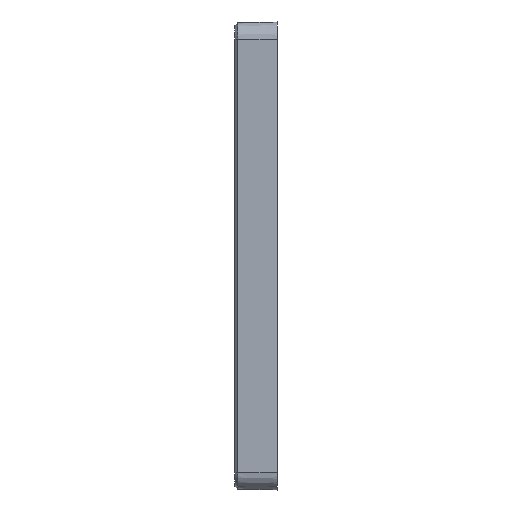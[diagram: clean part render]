
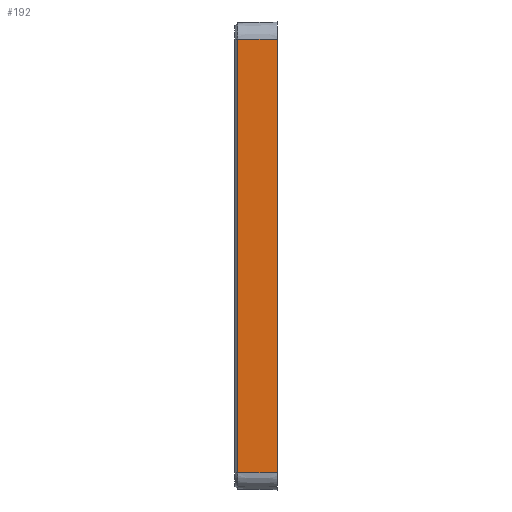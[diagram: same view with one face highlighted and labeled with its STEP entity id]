
A CAD part, left-side view. The second image highlights one B-rep face of the part: STEP entity #192.
In plain terms, the highlighted planar face has unit normal (-1, 0.018, 0).
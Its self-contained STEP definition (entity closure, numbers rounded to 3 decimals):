
#192 = ADVANCED_FACE ( 'NONE', ( #1537 ), #1536, .T. ) ;
#193 = EDGE_LOOP ( 'NONE', ( #194, #218, #220, #221 ) ) ;
#194 = ORIENTED_EDGE ( 'NONE', *, *, #195, .F. ) ;
#195 = EDGE_CURVE ( 'NONE', #196, #197, #1531, .T. ) ;
#196 = VERTEX_POINT ( 'NONE', #1527 ) ;
#197 = VERTEX_POINT ( 'NONE', #1526 ) ;
#209 = EDGE_CURVE ( 'NONE', #210, #211, #1944, .T. ) ;
#210 = VERTEX_POINT ( 'NONE', #1940 ) ;
#211 = VERTEX_POINT ( 'NONE', #1939 ) ;
#218 = ORIENTED_EDGE ( 'NONE', *, *, #219, .T. ) ;
#219 = EDGE_CURVE ( 'NONE', #196, #210, #1969, .T. ) ;
#220 = ORIENTED_EDGE ( 'NONE', *, *, #209, .T. ) ;
#221 = ORIENTED_EDGE ( 'NONE', *, *, #222, .T. ) ;
#222 = EDGE_CURVE ( 'NONE', #211, #197, #1886, .T. ) ;
#1526 = CARTESIAN_POINT ( 'NONE',  ( -122.1, 0., 76.1 ) ) ;
#1527 = CARTESIAN_POINT ( 'NONE',  ( -121.856, 13.982, 76.1 ) ) ;
#1528 = DIRECTION ( 'NONE',  ( -0.017, -1., 0. ) ) ;
#1529 = VECTOR ( 'NONE', #1528, 1000. ) ;
#1530 = CARTESIAN_POINT ( 'NONE',  ( -122.1, 0., 76.1 ) ) ;
#1531 = LINE ( 'NONE', #1530, #1529 ) ;
#1532 = DIRECTION ( 'NONE',  ( -0.017, -1., 0. ) ) ;
#1533 = DIRECTION ( 'NONE',  ( -1., 0.017, 0. ) ) ;
#1534 = CARTESIAN_POINT ( 'NONE',  ( -122.1, 0., 76.1 ) ) ;
#1535 = AXIS2_PLACEMENT_3D ( 'NONE', #1534, #1533, #1532 ) ;
#1536 = PLANE ( 'NONE',  #1535 ) ;
#1537 = FACE_OUTER_BOUND ( 'NONE', #193, .T. ) ;
#1883 = DIRECTION ( 'NONE',  ( 0., 0., 1. ) ) ;
#1884 = VECTOR ( 'NONE', #1883, 1000. ) ;
#1885 = CARTESIAN_POINT ( 'NONE',  ( -122.1, 0., 76.1 ) ) ;
#1886 = LINE ( 'NONE', #1885, #1884 ) ;
#1939 = CARTESIAN_POINT ( 'NONE',  ( -122.1, 0., -76.1 ) ) ;
#1940 = CARTESIAN_POINT ( 'NONE',  ( -121.856, 13.982, -76.1 ) ) ;
#1941 = DIRECTION ( 'NONE',  ( -0.017, -1., 0. ) ) ;
#1942 = VECTOR ( 'NONE', #1941, 1000. ) ;
#1943 = CARTESIAN_POINT ( 'NONE',  ( -122.1, 0., -76.1 ) ) ;
#1944 = LINE ( 'NONE', #1943, #1942 ) ;
#1950 = DIRECTION ( 'NONE',  ( 0., 0., -1. ) ) ;
#1951 = VECTOR ( 'NONE', #1950, 1000. ) ;
#1952 = CARTESIAN_POINT ( 'NONE',  ( -121.856, 13.982, -76.1 ) ) ;
#1969 = LINE ( 'NONE', #1952, #1951 ) ;
